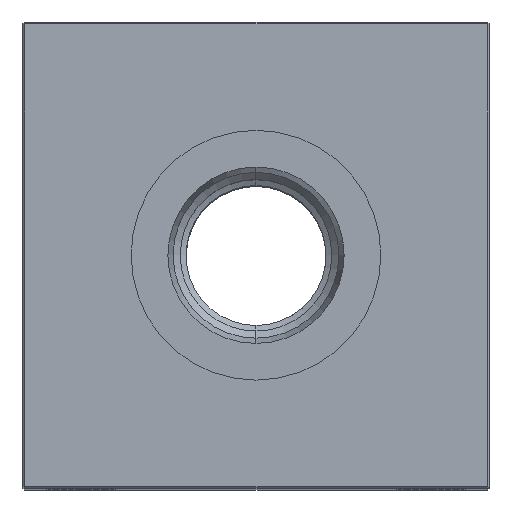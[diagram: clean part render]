
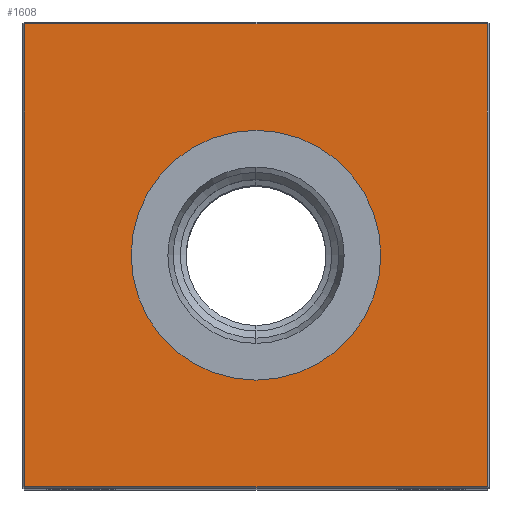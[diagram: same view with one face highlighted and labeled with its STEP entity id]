
A CAD part, top view. The second image highlights one B-rep face of the part: STEP entity #1608.
In plain terms, the highlighted planar face has unit normal (0, 0, 1).
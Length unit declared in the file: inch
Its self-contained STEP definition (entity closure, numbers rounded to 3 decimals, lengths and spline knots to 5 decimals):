
#138 = ORIENTED_EDGE ( 'NONE', *, *, #15508, .T. ) ;
#286 = LINE ( 'NONE', #10487, #23153 ) ;
#564 = AXIS2_PLACEMENT_3D ( 'NONE', #5564, #13853, #12095 ) ;
#1608 = ADVANCED_FACE ( 'NONE', ( #16365, #24491 ), #9723, .F. ) ;
#2624 = EDGE_CURVE ( 'NONE', #21343, #17564, #25794, .T. ) ;
#4520 = AXIS2_PLACEMENT_3D ( 'NONE', #11784, #18135, #14460 ) ;
#4801 = DIRECTION ( 'NONE',  ( 0., 0., -1. ) ) ;
#5053 = VERTEX_POINT ( 'NONE', #10588 ) ;
#5564 = CARTESIAN_POINT ( 'NONE',  ( 0., 0., 4.75 ) ) ;
#5814 = CARTESIAN_POINT ( 'NONE',  ( 0., -1.24, 4.75 ) ) ;
#6017 = VERTEX_POINT ( 'NONE', #20362 ) ;
#7727 = LINE ( 'NONE', #20222, #15746 ) ;
#8253 = LINE ( 'NONE', #8656, #21872 ) ;
#8656 = CARTESIAN_POINT ( 'NONE',  ( 1.24, 0., 4.75 ) ) ;
#8987 = DIRECTION ( 'NONE',  ( -1., 0., 0. ) ) ;
#9400 = EDGE_LOOP ( 'NONE', ( #138, #10907, #9705, #25497 ) ) ;
#9705 = ORIENTED_EDGE ( 'NONE', *, *, #13659, .T. ) ;
#9723 = PLANE ( 'NONE',  #4520 ) ;
#9903 = LINE ( 'NONE', #5814, #17171 ) ;
#9908 = DIRECTION ( 'NONE',  ( 0., -1., 0. ) ) ;
#10487 = CARTESIAN_POINT ( 'NONE',  ( 0., 1.24, 4.75 ) ) ;
#10588 = CARTESIAN_POINT ( 'NONE',  ( 1.24, 1.24, 4.75 ) ) ;
#10907 = ORIENTED_EDGE ( 'NONE', *, *, #20468, .T. ) ;
#11646 = EDGE_CURVE ( 'NONE', #5053, #22528, #286, .T. ) ;
#11784 = CARTESIAN_POINT ( 'NONE',  ( 0., 0., 4.75 ) ) ;
#12095 = DIRECTION ( 'NONE',  ( -1., 0., 0. ) ) ;
#12297 = CIRCLE ( 'NONE', #564, 0.66929 ) ;
#12538 = CARTESIAN_POINT ( 'NONE',  ( -1.24, 1.24, 4.75 ) ) ;
#13659 = EDGE_CURVE ( 'NONE', #6017, #5053, #8253, .T. ) ;
#13853 = DIRECTION ( 'NONE',  ( 0., 0., -1. ) ) ;
#14445 = CARTESIAN_POINT ( 'NONE',  ( -1.24, -1.24, 4.75 ) ) ;
#14460 = DIRECTION ( 'NONE',  ( -1., 0., 0. ) ) ;
#14857 = CARTESIAN_POINT ( 'NONE',  ( 0., 0., 4.75 ) ) ;
#15396 = EDGE_CURVE ( 'NONE', #17564, #21343, #12297, .T. ) ;
#15508 = EDGE_CURVE ( 'NONE', #22528, #17134, #7727, .T. ) ;
#15746 = VECTOR ( 'NONE', #9908, 39.37008 ) ;
#16365 = FACE_OUTER_BOUND ( 'NONE', #9400, .T. ) ;
#17134 = VERTEX_POINT ( 'NONE', #14445 ) ;
#17171 = VECTOR ( 'NONE', #18176, 39.37008 ) ;
#17564 = VERTEX_POINT ( 'NONE', #23575 ) ;
#18135 = DIRECTION ( 'NONE',  ( 0., 0., -1. ) ) ;
#18176 = DIRECTION ( 'NONE',  ( 1., 0., 0. ) ) ;
#18409 = ORIENTED_EDGE ( 'NONE', *, *, #2624, .T. ) ;
#18832 = DIRECTION ( 'NONE',  ( 0., 1., 0. ) ) ;
#19204 = DIRECTION ( 'NONE',  ( -1., 0., 0. ) ) ;
#20222 = CARTESIAN_POINT ( 'NONE',  ( -1.24, 0., 4.75 ) ) ;
#20362 = CARTESIAN_POINT ( 'NONE',  ( 1.24, -1.24, 4.75 ) ) ;
#20468 = EDGE_CURVE ( 'NONE', #17134, #6017, #9903, .T. ) ;
#20702 = ORIENTED_EDGE ( 'NONE', *, *, #15396, .T. ) ;
#21343 = VERTEX_POINT ( 'NONE', #22243 ) ;
#21872 = VECTOR ( 'NONE', #18832, 39.37008 ) ;
#22243 = CARTESIAN_POINT ( 'NONE',  ( 0., 0.66929, 4.75 ) ) ;
#22528 = VERTEX_POINT ( 'NONE', #12538 ) ;
#23153 = VECTOR ( 'NONE', #8987, 39.37008 ) ;
#23575 = CARTESIAN_POINT ( 'NONE',  ( 0., -0.66929, 4.75 ) ) ;
#24226 = EDGE_LOOP ( 'NONE', ( #18409, #20702 ) ) ;
#24491 = FACE_BOUND ( 'NONE', #24226, .T. ) ;
#24914 = AXIS2_PLACEMENT_3D ( 'NONE', #14857, #4801, #19204 ) ;
#25497 = ORIENTED_EDGE ( 'NONE', *, *, #11646, .T. ) ;
#25794 = CIRCLE ( 'NONE', #24914, 0.66929 ) ;
